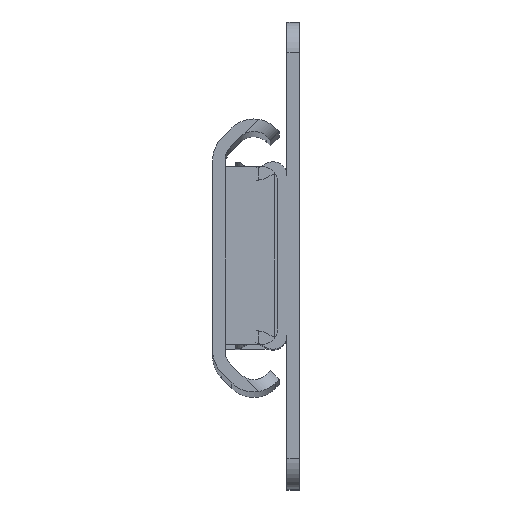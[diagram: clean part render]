
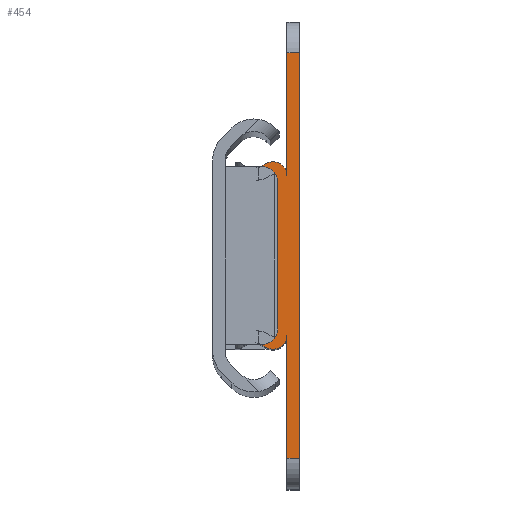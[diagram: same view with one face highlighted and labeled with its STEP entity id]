
A CAD part, top view. The second image highlights one B-rep face of the part: STEP entity #454.
In plain terms, the highlighted planar face has unit normal (0, 0, 1).
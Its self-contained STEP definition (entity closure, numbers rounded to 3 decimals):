
#23 = ORIENTED_EDGE ( 'NONE', *, *, #792, .T. ) ;
#24 = DIRECTION ( 'NONE',  ( 0., 0., 1. ) ) ;
#85 = DIRECTION ( 'NONE',  ( 1., 0., 0. ) ) ;
#99 = AXIS2_PLACEMENT_3D ( 'NONE', #929, #2015, #648 ) ;
#165 = VERTEX_POINT ( 'NONE', #2441 ) ;
#200 = CARTESIAN_POINT ( 'NONE',  ( -2.877, 11.763, 0. ) ) ;
#264 = VERTEX_POINT ( 'NONE', #2050 ) ;
#265 = VERTEX_POINT ( 'NONE', #2336 ) ;
#298 = EDGE_CURVE ( 'NONE', #1487, #951, #3523, .T. ) ;
#321 = DIRECTION ( 'NONE',  ( 0., 0., 1. ) ) ;
#324 = CIRCLE ( 'NONE', #2131, 0.2 ) ;
#393 = CARTESIAN_POINT ( 'NONE',  ( -1.8, -10.32, 0. ) ) ;
#426 = ORIENTED_EDGE ( 'NONE', *, *, #2307, .T. ) ;
#428 = AXIS2_PLACEMENT_3D ( 'NONE', #720, #1067, #2213 ) ;
#454 = ADVANCED_FACE ( 'NONE', ( #2697 ), #3265, .T. ) ;
#471 = AXIS2_PLACEMENT_3D ( 'NONE', #680, #1831, #1553 ) ;
#510 = LINE ( 'NONE', #1363, #1055 ) ;
#523 = ORIENTED_EDGE ( 'NONE', *, *, #298, .T. ) ;
#557 = ORIENTED_EDGE ( 'NONE', *, *, #731, .T. ) ;
#567 = EDGE_CURVE ( 'NONE', #2201, #1199, #2130, .T. ) ;
#580 = ORIENTED_EDGE ( 'NONE', *, *, #2823, .F. ) ;
#586 = CARTESIAN_POINT ( 'NONE',  ( -3.7, -9.735, 0. ) ) ;
#600 = DIRECTION ( 'NONE',  ( 1., 0., 0. ) ) ;
#624 = CARTESIAN_POINT ( 'NONE',  ( -4.3, 13.67, 0. ) ) ;
#648 = DIRECTION ( 'NONE',  ( 1., 0., 0. ) ) ;
#680 = CARTESIAN_POINT ( 'NONE',  ( -1.8, 10.32, 0. ) ) ;
#720 = CARTESIAN_POINT ( 'NONE',  ( -1.8, -10.32, 0. ) ) ;
#731 = EDGE_CURVE ( 'NONE', #264, #1773, #2246, .T. ) ;
#761 = EDGE_CURVE ( 'NONE', #1773, #794, #324, .T. ) ;
#778 = CIRCLE ( 'NONE', #428, 0.2 ) ;
#792 = EDGE_CURVE ( 'NONE', #951, #3198, #1299, .T. ) ;
#794 = VERTEX_POINT ( 'NONE', #1758 ) ;
#835 = DIRECTION ( 'NONE',  ( 0., -1., 0. ) ) ;
#845 = CARTESIAN_POINT ( 'NONE',  ( -1.92, -10.48, 0. ) ) ;
#929 = CARTESIAN_POINT ( 'NONE',  ( -4.3, -13.67, 0. ) ) ;
#931 = CARTESIAN_POINT ( 'NONE',  ( 0., -10.32, 0. ) ) ;
#951 = VERTEX_POINT ( 'NONE', #200 ) ;
#982 = EDGE_CURVE ( 'NONE', #265, #2201, #778, .T. ) ;
#1019 = AXIS2_PLACEMENT_3D ( 'NONE', #393, #24, #1482 ) ;
#1055 = VECTOR ( 'NONE', #835, 1000. ) ;
#1057 = VECTOR ( 'NONE', #3319, 1000. ) ;
#1063 = CARTESIAN_POINT ( 'NONE',  ( -3.7, 10.32, 0. ) ) ;
#1067 = DIRECTION ( 'NONE',  ( 0., 0., -1. ) ) ;
#1091 = DIRECTION ( 'NONE',  ( 0., -1., 0. ) ) ;
#1150 = CARTESIAN_POINT ( 'NONE',  ( -1.8, 10.32, 0. ) ) ;
#1187 = EDGE_CURVE ( 'NONE', #1768, #1748, #1866, .T. ) ;
#1199 = VERTEX_POINT ( 'NONE', #586 ) ;
#1200 = CARTESIAN_POINT ( 'NONE',  ( -4.3, 13.67, 0. ) ) ;
#1235 = CARTESIAN_POINT ( 'NONE',  ( 0., -26.2, 0. ) ) ;
#1266 = CARTESIAN_POINT ( 'NONE',  ( 0., 10.32, 0. ) ) ;
#1299 = CIRCLE ( 'NONE', #1769, 2.38 ) ;
#1306 = LINE ( 'NONE', #1586, #1717 ) ;
#1363 = CARTESIAN_POINT ( 'NONE',  ( 0., 0., 0. ) ) ;
#1378 = LINE ( 'NONE', #3621, #1856 ) ;
#1433 = VERTEX_POINT ( 'NONE', #2410 ) ;
#1436 = CARTESIAN_POINT ( 'NONE',  ( -2.877, -11.763, 0. ) ) ;
#1464 = VERTEX_POINT ( 'NONE', #2725 ) ;
#1482 = DIRECTION ( 'NONE',  ( 1., 0., 0. ) ) ;
#1487 = VERTEX_POINT ( 'NONE', #1266 ) ;
#1512 = EDGE_CURVE ( 'NONE', #2474, #1487, #510, .T. ) ;
#1517 = ORIENTED_EDGE ( 'NONE', *, *, #3272, .T. ) ;
#1553 = DIRECTION ( 'NONE',  ( 1., 0., 0. ) ) ;
#1586 = CARTESIAN_POINT ( 'NONE',  ( 1.6, -30.2, 0. ) ) ;
#1603 = DIRECTION ( 'NONE',  ( 0., -1., 0. ) ) ;
#1624 = LINE ( 'NONE', #3376, #3579 ) ;
#1625 = DIRECTION ( 'NONE',  ( 1., 0., 0. ) ) ;
#1650 = CARTESIAN_POINT ( 'NONE',  ( -4.3, -13.67, 0. ) ) ;
#1659 = DIRECTION ( 'NONE',  ( 0., -1., 0. ) ) ;
#1717 = VECTOR ( 'NONE', #1603, 1000. ) ;
#1733 = ORIENTED_EDGE ( 'NONE', *, *, #982, .T. ) ;
#1748 = VERTEX_POINT ( 'NONE', #931 ) ;
#1758 = CARTESIAN_POINT ( 'NONE',  ( -1.6, 10.32, 0. ) ) ;
#1768 = VERTEX_POINT ( 'NONE', #1436 ) ;
#1769 = AXIS2_PLACEMENT_3D ( 'NONE', #624, #2037, #2884 ) ;
#1773 = VERTEX_POINT ( 'NONE', #3255 ) ;
#1810 = CARTESIAN_POINT ( 'NONE',  ( -1.8, 10.32, 0. ) ) ;
#1831 = DIRECTION ( 'NONE',  ( 0., 0., 1. ) ) ;
#1856 = VECTOR ( 'NONE', #1091, 1000. ) ;
#1866 = CIRCLE ( 'NONE', #1019, 1.8 ) ;
#1918 = LINE ( 'NONE', #3049, #1057 ) ;
#1945 = AXIS2_PLACEMENT_3D ( 'NONE', #1200, #2056, #3188 ) ;
#2015 = DIRECTION ( 'NONE',  ( 0., 0., -1. ) ) ;
#2023 = VECTOR ( 'NONE', #85, 1000. ) ;
#2035 = EDGE_CURVE ( 'NONE', #1748, #3695, #1624, .T. ) ;
#2037 = DIRECTION ( 'NONE',  ( 0., 0., -1. ) ) ;
#2040 = ORIENTED_EDGE ( 'NONE', *, *, #1187, .T. ) ;
#2048 = ORIENTED_EDGE ( 'NONE', *, *, #2831, .T. ) ;
#2050 = CARTESIAN_POINT ( 'NONE',  ( -3.7, 9.735, 0. ) ) ;
#2056 = DIRECTION ( 'NONE',  ( 0., 0., 1. ) ) ;
#2130 = CIRCLE ( 'NONE', #2783, 3.98 ) ;
#2131 = AXIS2_PLACEMENT_3D ( 'NONE', #1150, #3209, #600 ) ;
#2201 = VERTEX_POINT ( 'NONE', #845 ) ;
#2213 = DIRECTION ( 'NONE',  ( 1., 0., 0. ) ) ;
#2246 = CIRCLE ( 'NONE', #1945, 3.98 ) ;
#2267 = DIRECTION ( 'NONE',  ( 0., -1., 0. ) ) ;
#2298 = CARTESIAN_POINT ( 'NONE',  ( 1.6, -26.2, 0. ) ) ;
#2307 = EDGE_CURVE ( 'NONE', #165, #2474, #2749, .T. ) ;
#2336 = CARTESIAN_POINT ( 'NONE',  ( -1.6, -10.32, 0. ) ) ;
#2362 = ORIENTED_EDGE ( 'NONE', *, *, #2035, .T. ) ;
#2410 = CARTESIAN_POINT ( 'NONE',  ( 1.6, -26.2, 0. ) ) ;
#2412 = CARTESIAN_POINT ( 'NONE',  ( -3.7, 11.367, 0. ) ) ;
#2441 = CARTESIAN_POINT ( 'NONE',  ( 1.6, 26.2, 0. ) ) ;
#2442 = AXIS2_PLACEMENT_3D ( 'NONE', #1810, #321, #2615 ) ;
#2474 = VERTEX_POINT ( 'NONE', #2521 ) ;
#2488 = ORIENTED_EDGE ( 'NONE', *, *, #2734, .T. ) ;
#2521 = CARTESIAN_POINT ( 'NONE',  ( 0., 26.2, 0. ) ) ;
#2615 = DIRECTION ( 'NONE',  ( 1., 0., 0. ) ) ;
#2664 = LINE ( 'NONE', #2298, #2023 ) ;
#2679 = EDGE_CURVE ( 'NONE', #3695, #1433, #2664, .T. ) ;
#2680 = ORIENTED_EDGE ( 'NONE', *, *, #3502, .T. ) ;
#2697 = FACE_OUTER_BOUND ( 'NONE', #3130, .T. ) ;
#2725 = CARTESIAN_POINT ( 'NONE',  ( -3.7, -11.367, 0. ) ) ;
#2734 = EDGE_CURVE ( 'NONE', #1464, #1768, #3156, .T. ) ;
#2749 = LINE ( 'NONE', #3601, #3450 ) ;
#2753 = VECTOR ( 'NONE', #2267, 1000. ) ;
#2783 = AXIS2_PLACEMENT_3D ( 'NONE', #1650, #2789, #1625 ) ;
#2789 = DIRECTION ( 'NONE',  ( 0., 0., 1. ) ) ;
#2823 = EDGE_CURVE ( 'NONE', #165, #1433, #1306, .T. ) ;
#2828 = LINE ( 'NONE', #1063, #2753 ) ;
#2831 = EDGE_CURVE ( 'NONE', #3198, #264, #1918, .T. ) ;
#2855 = ORIENTED_EDGE ( 'NONE', *, *, #1512, .T. ) ;
#2884 = DIRECTION ( 'NONE',  ( 1., 0., 0. ) ) ;
#2937 = ORIENTED_EDGE ( 'NONE', *, *, #761, .T. ) ;
#3049 = CARTESIAN_POINT ( 'NONE',  ( -3.7, 10.32, 0. ) ) ;
#3061 = DIRECTION ( 'NONE',  ( -1., 0., 0. ) ) ;
#3130 = EDGE_LOOP ( 'NONE', ( #2362, #3728, #580, #426, #2855, #523, #23, #2048, #557, #2937, #1517, #1733, #3610, #2680, #2488, #2040 ) ) ;
#3156 = CIRCLE ( 'NONE', #99, 2.38 ) ;
#3188 = DIRECTION ( 'NONE',  ( 1., 0., 0. ) ) ;
#3198 = VERTEX_POINT ( 'NONE', #2412 ) ;
#3209 = DIRECTION ( 'NONE',  ( 0., 0., -1. ) ) ;
#3255 = CARTESIAN_POINT ( 'NONE',  ( -1.92, 10.48, 0. ) ) ;
#3265 = PLANE ( 'NONE',  #471 ) ;
#3272 = EDGE_CURVE ( 'NONE', #794, #265, #1378, .T. ) ;
#3319 = DIRECTION ( 'NONE',  ( 0., -1., 0. ) ) ;
#3376 = CARTESIAN_POINT ( 'NONE',  ( 0., 0., 0. ) ) ;
#3450 = VECTOR ( 'NONE', #3061, 1000. ) ;
#3502 = EDGE_CURVE ( 'NONE', #1199, #1464, #2828, .T. ) ;
#3523 = CIRCLE ( 'NONE', #2442, 1.8 ) ;
#3579 = VECTOR ( 'NONE', #1659, 1000. ) ;
#3601 = CARTESIAN_POINT ( 'NONE',  ( 0., 26.2, 0. ) ) ;
#3610 = ORIENTED_EDGE ( 'NONE', *, *, #567, .T. ) ;
#3621 = CARTESIAN_POINT ( 'NONE',  ( -1.6, 0., 0. ) ) ;
#3695 = VERTEX_POINT ( 'NONE', #1235 ) ;
#3728 = ORIENTED_EDGE ( 'NONE', *, *, #2679, .T. ) ;
